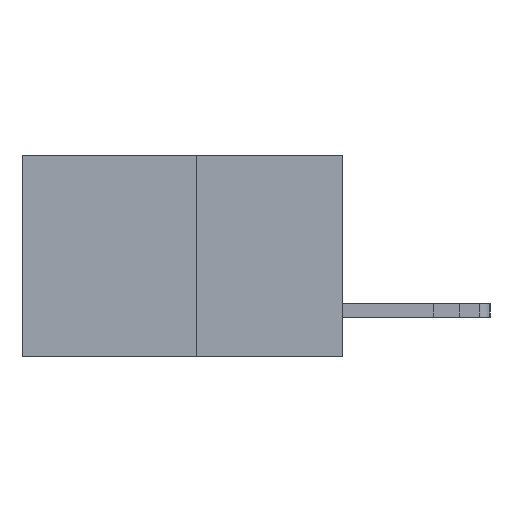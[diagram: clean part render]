
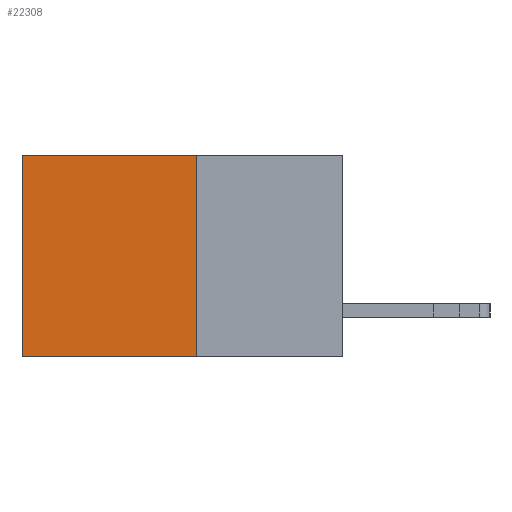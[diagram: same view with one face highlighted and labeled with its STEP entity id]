
A CAD part, left-side view. The second image highlights one B-rep face of the part: STEP entity #22308.
In plain terms, the highlighted planar face has unit normal (-1, 0, 0).
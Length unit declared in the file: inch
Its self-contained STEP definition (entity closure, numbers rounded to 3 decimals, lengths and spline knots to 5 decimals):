
#1843 = DIRECTION ( 'NONE',  ( 1., 0., 0. ) ) ;
#3803 = CARTESIAN_POINT ( 'NONE',  ( 0.277, 0.59, -0.37 ) ) ;
#5370 = VERTEX_POINT ( 'NONE', #15112 ) ;
#5967 = PLANE ( 'NONE',  #22977 ) ;
#6107 = EDGE_LOOP ( 'NONE', ( #13534, #13642, #23455, #7241 ) ) ;
#7241 = ORIENTED_EDGE ( 'NONE', *, *, #22813, .T. ) ;
#7285 = FACE_OUTER_BOUND ( 'NONE', #6107, .T. ) ;
#8772 = LINE ( 'NONE', #21174, #19089 ) ;
#9706 = CARTESIAN_POINT ( 'NONE',  ( 0.277, 0.59, -0.37 ) ) ;
#9848 = LINE ( 'NONE', #16832, #20133 ) ;
#10161 = VERTEX_POINT ( 'NONE', #10257 ) ;
#10257 = CARTESIAN_POINT ( 'NONE',  ( 0.277, 0.27, -0.37 ) ) ;
#11399 = VECTOR ( 'NONE', #26035, 39.37008 ) ;
#11536 = DIRECTION ( 'NONE',  ( 0., 1., 0. ) ) ;
#12210 = VECTOR ( 'NONE', #11536, 39.37008 ) ;
#13534 = ORIENTED_EDGE ( 'NONE', *, *, #26389, .T. ) ;
#13642 = ORIENTED_EDGE ( 'NONE', *, *, #13781, .F. ) ;
#13781 = EDGE_CURVE ( 'NONE', #10161, #15290, #17735, .T. ) ;
#14230 = CARTESIAN_POINT ( 'NONE',  ( 0.277, 0.27, -0.37 ) ) ;
#15112 = CARTESIAN_POINT ( 'NONE',  ( 0.277, 0.27, 0. ) ) ;
#15290 = VERTEX_POINT ( 'NONE', #3803 ) ;
#16210 = EDGE_CURVE ( 'NONE', #5370, #10161, #9848, .T. ) ;
#16290 = DIRECTION ( 'NONE',  ( 0., 0., -1. ) ) ;
#16832 = CARTESIAN_POINT ( 'NONE',  ( 0.277, 0.27, -0.37 ) ) ;
#17735 = LINE ( 'NONE', #21774, #12210 ) ;
#19089 = VECTOR ( 'NONE', #23218, 39.37008 ) ;
#20133 = VECTOR ( 'NONE', #22985, 39.37008 ) ;
#21174 = CARTESIAN_POINT ( 'NONE',  ( 0.277, 0.27, 0. ) ) ;
#21683 = LINE ( 'NONE', #9706, #11399 ) ;
#21774 = CARTESIAN_POINT ( 'NONE',  ( 0.277, 0.27, -0.37 ) ) ;
#22308 = ADVANCED_FACE ( 'NONE', ( #7285 ), #5967, .F. ) ;
#22813 = EDGE_CURVE ( 'NONE', #5370, #23637, #8772, .T. ) ;
#22977 = AXIS2_PLACEMENT_3D ( 'NONE', #14230, #1843, #16290 ) ;
#22985 = DIRECTION ( 'NONE',  ( 0., 0., -1. ) ) ;
#23218 = DIRECTION ( 'NONE',  ( 0., 1., 0. ) ) ;
#23455 = ORIENTED_EDGE ( 'NONE', *, *, #16210, .F. ) ;
#23637 = VERTEX_POINT ( 'NONE', #25741 ) ;
#25741 = CARTESIAN_POINT ( 'NONE',  ( 0.277, 0.59, 0. ) ) ;
#26035 = DIRECTION ( 'NONE',  ( 0., 0., -1. ) ) ;
#26389 = EDGE_CURVE ( 'NONE', #23637, #15290, #21683, .T. ) ;
